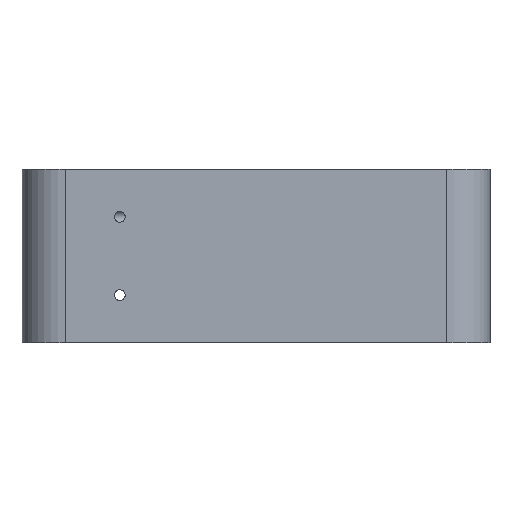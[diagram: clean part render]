
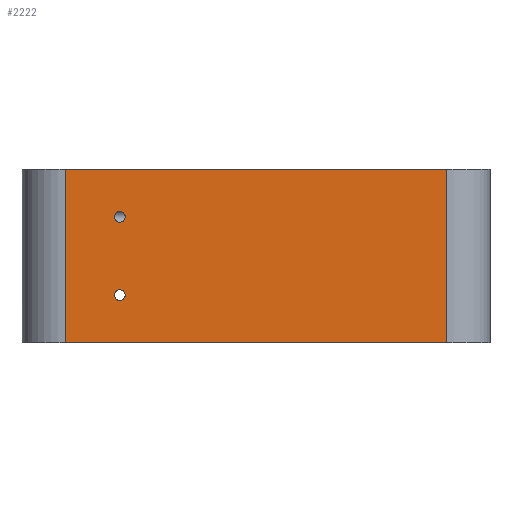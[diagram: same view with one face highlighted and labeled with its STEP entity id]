
A CAD part, front view. The second image highlights one B-rep face of the part: STEP entity #2222.
In plain terms, the highlighted planar face has unit normal (0, -1, 0).
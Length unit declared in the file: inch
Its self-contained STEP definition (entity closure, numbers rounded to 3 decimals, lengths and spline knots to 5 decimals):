
#75 = VERTEX_POINT ( 'NONE', #3002 ) ;
#120 = VERTEX_POINT ( 'NONE', #1721 ) ;
#153 = CARTESIAN_POINT ( 'NONE',  ( 0.3937, -1.9685, 0. ) ) ;
#186 = CARTESIAN_POINT ( 'NONE',  ( 0.88583, -1.9685, 0.43307 ) ) ;
#209 = PLANE ( 'NONE',  #2239 ) ;
#257 = CARTESIAN_POINT ( 'NONE',  ( 3.84646, -1.9685, 0. ) ) ;
#355 = CARTESIAN_POINT ( 'NONE',  ( 3.84646, -1.9685, 1.5748 ) ) ;
#390 = VECTOR ( 'NONE', #1069, 39.37008 ) ;
#425 = DIRECTION ( 'NONE',  ( 0., -1., 0. ) ) ;
#437 = ORIENTED_EDGE ( 'NONE', *, *, #2004, .T. ) ;
#495 = VERTEX_POINT ( 'NONE', #1570 ) ;
#516 = FACE_BOUND ( 'NONE', #1045, .T. ) ;
#585 = DIRECTION ( 'NONE',  ( 0., 0., 1. ) ) ;
#587 = CIRCLE ( 'NONE', #2909, 0.04921 ) ;
#593 = LINE ( 'NONE', #884, #2037 ) ;
#719 = DIRECTION ( 'NONE',  ( 0., 0., -1. ) ) ;
#721 = AXIS2_PLACEMENT_3D ( 'NONE', #2581, #1268, #719 ) ;
#786 = CARTESIAN_POINT ( 'NONE',  ( 0.88583, -1.9685, 1.14173 ) ) ;
#797 = VECTOR ( 'NONE', #4008, 39.37008 ) ;
#851 = DIRECTION ( 'NONE',  ( 0., 0., -1. ) ) ;
#872 = DIRECTION ( 'NONE',  ( 0., -1., 0. ) ) ;
#884 = CARTESIAN_POINT ( 'NONE',  ( 0., -1.9685, 1.5748 ) ) ;
#886 = EDGE_CURVE ( 'NONE', #1304, #1030, #593, .T. ) ;
#896 = LINE ( 'NONE', #2804, #797 ) ;
#1030 = VERTEX_POINT ( 'NONE', #355 ) ;
#1045 = EDGE_LOOP ( 'NONE', ( #2406, #2292 ) ) ;
#1069 = DIRECTION ( 'NONE',  ( 0., 0., -1. ) ) ;
#1098 = VERTEX_POINT ( 'NONE', #3463 ) ;
#1134 = EDGE_CURVE ( 'NONE', #120, #75, #3485, .T. ) ;
#1157 = CARTESIAN_POINT ( 'NONE',  ( 0., -1.9685, 0. ) ) ;
#1268 = DIRECTION ( 'NONE',  ( 0., -1., 0. ) ) ;
#1304 = VERTEX_POINT ( 'NONE', #1380 ) ;
#1339 = EDGE_CURVE ( 'NONE', #1304, #495, #3909, .T. ) ;
#1380 = CARTESIAN_POINT ( 'NONE',  ( 0.3937, -1.9685, 1.5748 ) ) ;
#1385 = DIRECTION ( 'NONE',  ( 0., -1., 0. ) ) ;
#1570 = CARTESIAN_POINT ( 'NONE',  ( 0.3937, -1.9685, 0. ) ) ;
#1571 = AXIS2_PLACEMENT_3D ( 'NONE', #786, #425, #1713 ) ;
#1653 = CARTESIAN_POINT ( 'NONE',  ( 3.84646, -1.9685, 0. ) ) ;
#1713 = DIRECTION ( 'NONE',  ( 0., 0., -1. ) ) ;
#1721 = CARTESIAN_POINT ( 'NONE',  ( 0.88583, -1.9685, 0.48228 ) ) ;
#1756 = EDGE_LOOP ( 'NONE', ( #2567, #4087 ) ) ;
#1862 = EDGE_CURVE ( 'NONE', #3343, #1098, #3034, .T. ) ;
#2004 = EDGE_CURVE ( 'NONE', #3199, #1030, #3733, .T. ) ;
#2012 = EDGE_CURVE ( 'NONE', #495, #3199, #896, .T. ) ;
#2037 = VECTOR ( 'NONE', #2461, 39.37008 ) ;
#2092 = FACE_BOUND ( 'NONE', #1756, .T. ) ;
#2128 = AXIS2_PLACEMENT_3D ( 'NONE', #186, #872, #3022 ) ;
#2209 = EDGE_LOOP ( 'NONE', ( #3240, #437, #3148, #2887 ) ) ;
#2222 = ADVANCED_FACE ( 'NONE', ( #2092, #516, #3046 ), #209, .T. ) ;
#2239 = AXIS2_PLACEMENT_3D ( 'NONE', #1157, #3686, #851 ) ;
#2292 = ORIENTED_EDGE ( 'NONE', *, *, #4077, .F. ) ;
#2333 = EDGE_CURVE ( 'NONE', #1098, #3343, #587, .T. ) ;
#2406 = ORIENTED_EDGE ( 'NONE', *, *, #1134, .F. ) ;
#2461 = DIRECTION ( 'NONE',  ( 1., 0., 0. ) ) ;
#2567 = ORIENTED_EDGE ( 'NONE', *, *, #1862, .F. ) ;
#2581 = CARTESIAN_POINT ( 'NONE',  ( 0.88583, -1.9685, 0.43307 ) ) ;
#2625 = CARTESIAN_POINT ( 'NONE',  ( 0.88583, -1.9685, 1.14173 ) ) ;
#2703 = VECTOR ( 'NONE', #585, 39.37008 ) ;
#2804 = CARTESIAN_POINT ( 'NONE',  ( 0., -1.9685, 0. ) ) ;
#2808 = CARTESIAN_POINT ( 'NONE',  ( 0.88583, -1.9685, 1.09252 ) ) ;
#2887 = ORIENTED_EDGE ( 'NONE', *, *, #1339, .T. ) ;
#2909 = AXIS2_PLACEMENT_3D ( 'NONE', #2625, #1385, #3885 ) ;
#3002 = CARTESIAN_POINT ( 'NONE',  ( 0.88583, -1.9685, 0.38386 ) ) ;
#3022 = DIRECTION ( 'NONE',  ( 0., 0., -1. ) ) ;
#3034 = CIRCLE ( 'NONE', #1571, 0.04921 ) ;
#3046 = FACE_OUTER_BOUND ( 'NONE', #2209, .T. ) ;
#3148 = ORIENTED_EDGE ( 'NONE', *, *, #886, .F. ) ;
#3199 = VERTEX_POINT ( 'NONE', #1653 ) ;
#3240 = ORIENTED_EDGE ( 'NONE', *, *, #2012, .T. ) ;
#3343 = VERTEX_POINT ( 'NONE', #2808 ) ;
#3463 = CARTESIAN_POINT ( 'NONE',  ( 0.88583, -1.9685, 1.19094 ) ) ;
#3485 = CIRCLE ( 'NONE', #721, 0.04921 ) ;
#3686 = DIRECTION ( 'NONE',  ( 0., -1., 0. ) ) ;
#3733 = LINE ( 'NONE', #257, #2703 ) ;
#3885 = DIRECTION ( 'NONE',  ( 0., 0., -1. ) ) ;
#3909 = LINE ( 'NONE', #153, #390 ) ;
#3920 = CIRCLE ( 'NONE', #2128, 0.04921 ) ;
#4008 = DIRECTION ( 'NONE',  ( 1., 0., 0. ) ) ;
#4077 = EDGE_CURVE ( 'NONE', #75, #120, #3920, .T. ) ;
#4087 = ORIENTED_EDGE ( 'NONE', *, *, #2333, .F. ) ;
